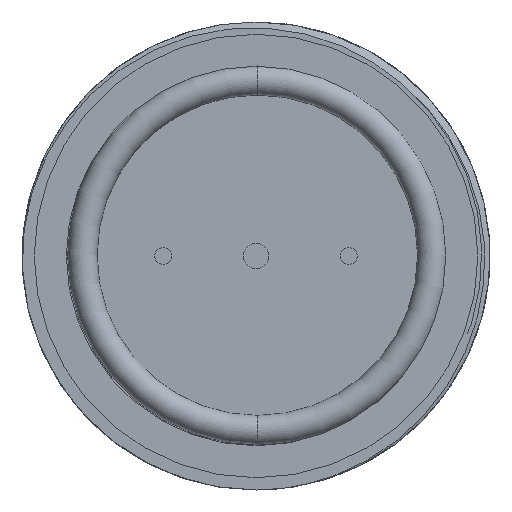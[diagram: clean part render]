
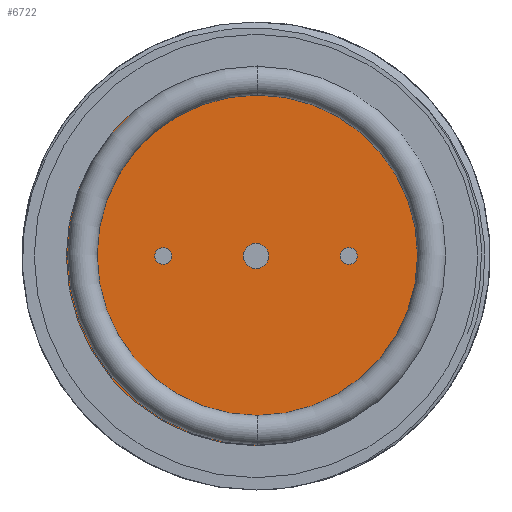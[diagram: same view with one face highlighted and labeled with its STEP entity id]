
A CAD part, front view. The second image highlights one B-rep face of the part: STEP entity #6722.
In plain terms, the highlighted planar face has unit normal (0, -1, 0).
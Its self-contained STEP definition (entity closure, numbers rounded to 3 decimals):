
#165 = DIRECTION ( 'NONE',  ( 0., -1., 0. ) ) ;
#189 = DIRECTION ( 'NONE',  ( 0., -1., 0. ) ) ;
#247 = FACE_BOUND ( 'NONE', #3551, .T. ) ;
#272 = DIRECTION ( 'NONE',  ( 0., 0., -1. ) ) ;
#348 = EDGE_LOOP ( 'NONE', ( #7000, #1310 ) ) ;
#387 = DIRECTION ( 'NONE',  ( 0., -1., 0. ) ) ;
#615 = AXIS2_PLACEMENT_3D ( 'NONE', #6298, #6460, #2119 ) ;
#724 = EDGE_CURVE ( 'NONE', #6666, #3526, #2628, .T. ) ;
#751 = AXIS2_PLACEMENT_3D ( 'NONE', #5156, #1326, #1301 ) ;
#845 = CARTESIAN_POINT ( 'NONE',  ( 0., 2.7, 1.5 ) ) ;
#874 = CARTESIAN_POINT ( 'NONE',  ( 0., 2.7, 0. ) ) ;
#1061 = AXIS2_PLACEMENT_3D ( 'NONE', #874, #5285, #1443 ) ;
#1183 = FACE_OUTER_BOUND ( 'NONE', #348, .T. ) ;
#1283 = CIRCLE ( 'NONE', #751, 1.5 ) ;
#1301 = DIRECTION ( 'NONE',  ( 0., 0., -1. ) ) ;
#1309 = EDGE_CURVE ( 'NONE', #6400, #1883, #1283, .T. ) ;
#1310 = ORIENTED_EDGE ( 'NONE', *, *, #1870, .T. ) ;
#1326 = DIRECTION ( 'NONE',  ( 0., -1., 0. ) ) ;
#1397 = CARTESIAN_POINT ( 'NONE',  ( 11., 2.7, -1. ) ) ;
#1443 = DIRECTION ( 'NONE',  ( 0., 0., -1. ) ) ;
#1446 = EDGE_CURVE ( 'NONE', #2332, #6912, #2630, .T. ) ;
#1506 = AXIS2_PLACEMENT_3D ( 'NONE', #3394, #189, #6211 ) ;
#1601 = DIRECTION ( 'NONE',  ( 0., -1., 0. ) ) ;
#1772 = VERTEX_POINT ( 'NONE', #6511 ) ;
#1870 = EDGE_CURVE ( 'NONE', #3526, #6666, #5399, .T. ) ;
#1883 = VERTEX_POINT ( 'NONE', #4018 ) ;
#1953 = CARTESIAN_POINT ( 'NONE',  ( -11., 2.7, 0. ) ) ;
#2119 = DIRECTION ( 'NONE',  ( 0., 0., -1. ) ) ;
#2332 = VERTEX_POINT ( 'NONE', #6677 ) ;
#2401 = CARTESIAN_POINT ( 'NONE',  ( 0., 2.7, -22.5 ) ) ;
#2527 = DIRECTION ( 'NONE',  ( 0., 0., -1. ) ) ;
#2547 = ORIENTED_EDGE ( 'NONE', *, *, #6914, .F. ) ;
#2628 = CIRCLE ( 'NONE', #1061, 22.5 ) ;
#2630 = CIRCLE ( 'NONE', #1506, 1. ) ;
#2701 = FACE_BOUND ( 'NONE', #3574, .T. ) ;
#3123 = VERTEX_POINT ( 'NONE', #1397 ) ;
#3394 = CARTESIAN_POINT ( 'NONE',  ( -11., 2.7, 0. ) ) ;
#3457 = CIRCLE ( 'NONE', #4757, 1. ) ;
#3526 = VERTEX_POINT ( 'NONE', #6972 ) ;
#3551 = EDGE_LOOP ( 'NONE', ( #5021, #2547 ) ) ;
#3574 = EDGE_LOOP ( 'NONE', ( #6667, #4497 ) ) ;
#3603 = DIRECTION ( 'NONE',  ( 0., -1., 0. ) ) ;
#3710 = CARTESIAN_POINT ( 'NONE',  ( 0., 2.7, 0. ) ) ;
#4018 = CARTESIAN_POINT ( 'NONE',  ( 0., 2.7, -1.5 ) ) ;
#4199 = EDGE_CURVE ( 'NONE', #1883, #6400, #5557, .T. ) ;
#4237 = DIRECTION ( 'NONE',  ( 0., 0., -1. ) ) ;
#4265 = ORIENTED_EDGE ( 'NONE', *, *, #1446, .F. ) ;
#4274 = CIRCLE ( 'NONE', #6255, 1. ) ;
#4335 = AXIS2_PLACEMENT_3D ( 'NONE', #3710, #387, #4237 ) ;
#4385 = AXIS2_PLACEMENT_3D ( 'NONE', #1953, #5751, #2527 ) ;
#4497 = ORIENTED_EDGE ( 'NONE', *, *, #1309, .F. ) ;
#4551 = PLANE ( 'NONE',  #5089 ) ;
#4757 = AXIS2_PLACEMENT_3D ( 'NONE', #6845, #3603, #272 ) ;
#4874 = CARTESIAN_POINT ( 'NONE',  ( 11., 2.7, 0. ) ) ;
#5021 = ORIENTED_EDGE ( 'NONE', *, *, #5075, .F. ) ;
#5075 = EDGE_CURVE ( 'NONE', #3123, #1772, #4274, .T. ) ;
#5089 = AXIS2_PLACEMENT_3D ( 'NONE', #5108, #165, #5646 ) ;
#5101 = EDGE_LOOP ( 'NONE', ( #6528, #4265 ) ) ;
#5108 = CARTESIAN_POINT ( 'NONE',  ( 0., 2.7, 0. ) ) ;
#5156 = CARTESIAN_POINT ( 'NONE',  ( 0., 2.7, 0. ) ) ;
#5285 = DIRECTION ( 'NONE',  ( 0., -1., 0. ) ) ;
#5399 = CIRCLE ( 'NONE', #615, 22.5 ) ;
#5424 = DIRECTION ( 'NONE',  ( 0., 0., -1. ) ) ;
#5557 = CIRCLE ( 'NONE', #4335, 1.5 ) ;
#5646 = DIRECTION ( 'NONE',  ( 0., 0., -1. ) ) ;
#5725 = CARTESIAN_POINT ( 'NONE',  ( -11., 2.7, -1. ) ) ;
#5751 = DIRECTION ( 'NONE',  ( 0., -1., 0. ) ) ;
#5923 = EDGE_CURVE ( 'NONE', #6912, #2332, #6514, .T. ) ;
#6211 = DIRECTION ( 'NONE',  ( 0., 0., -1. ) ) ;
#6255 = AXIS2_PLACEMENT_3D ( 'NONE', #4874, #1601, #5424 ) ;
#6298 = CARTESIAN_POINT ( 'NONE',  ( 0., 2.7, 0. ) ) ;
#6400 = VERTEX_POINT ( 'NONE', #845 ) ;
#6460 = DIRECTION ( 'NONE',  ( 0., -1., 0. ) ) ;
#6511 = CARTESIAN_POINT ( 'NONE',  ( 11., 2.7, 1. ) ) ;
#6514 = CIRCLE ( 'NONE', #4385, 1. ) ;
#6528 = ORIENTED_EDGE ( 'NONE', *, *, #5923, .F. ) ;
#6666 = VERTEX_POINT ( 'NONE', #2401 ) ;
#6667 = ORIENTED_EDGE ( 'NONE', *, *, #4199, .F. ) ;
#6677 = CARTESIAN_POINT ( 'NONE',  ( -11., 2.7, 1. ) ) ;
#6722 = ADVANCED_FACE ( 'NONE', ( #7027, #247, #2701, #1183 ), #4551, .T. ) ;
#6845 = CARTESIAN_POINT ( 'NONE',  ( 11., 2.7, 0. ) ) ;
#6912 = VERTEX_POINT ( 'NONE', #5725 ) ;
#6914 = EDGE_CURVE ( 'NONE', #1772, #3123, #3457, .T. ) ;
#6972 = CARTESIAN_POINT ( 'NONE',  ( 0., 2.7, 22.5 ) ) ;
#7000 = ORIENTED_EDGE ( 'NONE', *, *, #724, .T. ) ;
#7027 = FACE_BOUND ( 'NONE', #5101, .T. ) ;
